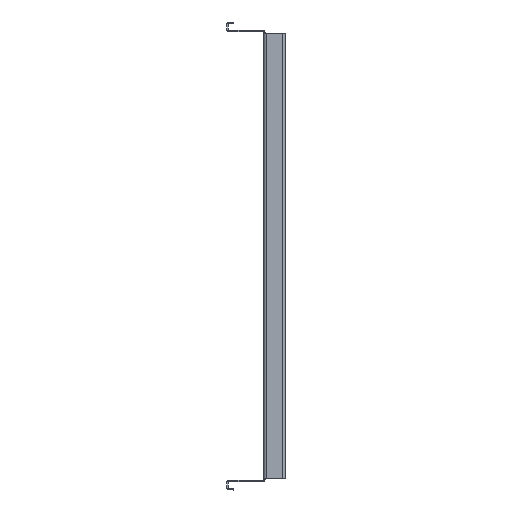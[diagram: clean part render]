
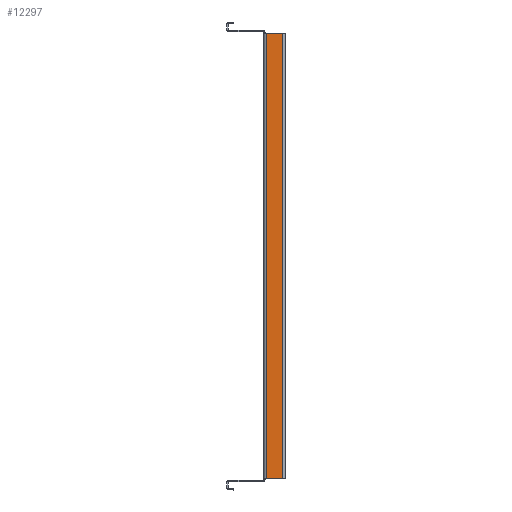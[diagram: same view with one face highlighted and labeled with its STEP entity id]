
A CAD part, left-side view. The second image highlights one B-rep face of the part: STEP entity #12297.
In plain terms, the highlighted planar face has unit normal (-1, 0, 0).
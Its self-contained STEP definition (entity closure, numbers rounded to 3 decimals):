
#299 = ORIENTED_EDGE ( 'NONE', *, *, #4980, .T. ) ;
#816 = EDGE_LOOP ( 'NONE', ( #3788, #1219, #299, #1940 ) ) ;
#959 = CARTESIAN_POINT ( 'NONE',  ( -180., 0., 0. ) ) ;
#1062 = CARTESIAN_POINT ( 'NONE',  ( -180., -4., 343. ) ) ;
#1219 = ORIENTED_EDGE ( 'NONE', *, *, #4923, .T. ) ;
#1267 = LINE ( 'NONE', #11212, #10161 ) ;
#1940 = ORIENTED_EDGE ( 'NONE', *, *, #8720, .T. ) ;
#2728 = LINE ( 'NONE', #11656, #6544 ) ;
#3012 = VERTEX_POINT ( 'NONE', #11404 ) ;
#3202 = AXIS2_PLACEMENT_3D ( 'NONE', #959, #4970, #8067 ) ;
#3788 = ORIENTED_EDGE ( 'NONE', *, *, #9273, .T. ) ;
#4059 = LINE ( 'NONE', #9758, #10798 ) ;
#4348 = VERTEX_POINT ( 'NONE', #10053 ) ;
#4923 = EDGE_CURVE ( 'NONE', #12233, #4348, #10429, .T. ) ;
#4970 = DIRECTION ( 'NONE',  ( -1., 0., 0. ) ) ;
#4980 = EDGE_CURVE ( 'NONE', #4348, #7353, #2728, .T. ) ;
#5645 = DIRECTION ( 'NONE',  ( 0., 1., 0. ) ) ;
#5741 = CARTESIAN_POINT ( 'NONE',  ( -180., -29., -343. ) ) ;
#5999 = PLANE ( 'NONE',  #3202 ) ;
#6173 = DIRECTION ( 'NONE',  ( 0., 0., -1. ) ) ;
#6544 = VECTOR ( 'NONE', #5645, 1000. ) ;
#7353 = VERTEX_POINT ( 'NONE', #1062 ) ;
#7880 = DIRECTION ( 'NONE',  ( 0., -1., 0. ) ) ;
#7938 = FACE_OUTER_BOUND ( 'NONE', #816, .T. ) ;
#8067 = DIRECTION ( 'NONE',  ( 0., -1., 0. ) ) ;
#8621 = DIRECTION ( 'NONE',  ( 0., 0., 1. ) ) ;
#8720 = EDGE_CURVE ( 'NONE', #7353, #3012, #1267, .T. ) ;
#9273 = EDGE_CURVE ( 'NONE', #3012, #12233, #4059, .T. ) ;
#9758 = CARTESIAN_POINT ( 'NONE',  ( -180., 0., -343. ) ) ;
#10053 = CARTESIAN_POINT ( 'NONE',  ( -180., -29., 343. ) ) ;
#10161 = VECTOR ( 'NONE', #6173, 1000. ) ;
#10429 = LINE ( 'NONE', #10627, #10472 ) ;
#10472 = VECTOR ( 'NONE', #8621, 1000. ) ;
#10627 = CARTESIAN_POINT ( 'NONE',  ( -180., -29., -343. ) ) ;
#10798 = VECTOR ( 'NONE', #7880, 1000. ) ;
#11212 = CARTESIAN_POINT ( 'NONE',  ( -180., -4., 0. ) ) ;
#11404 = CARTESIAN_POINT ( 'NONE',  ( -180., -4., -343. ) ) ;
#11656 = CARTESIAN_POINT ( 'NONE',  ( -180., 0., 343. ) ) ;
#12233 = VERTEX_POINT ( 'NONE', #5741 ) ;
#12297 = ADVANCED_FACE ( 'NONE', ( #7938 ), #5999, .T. ) ;
